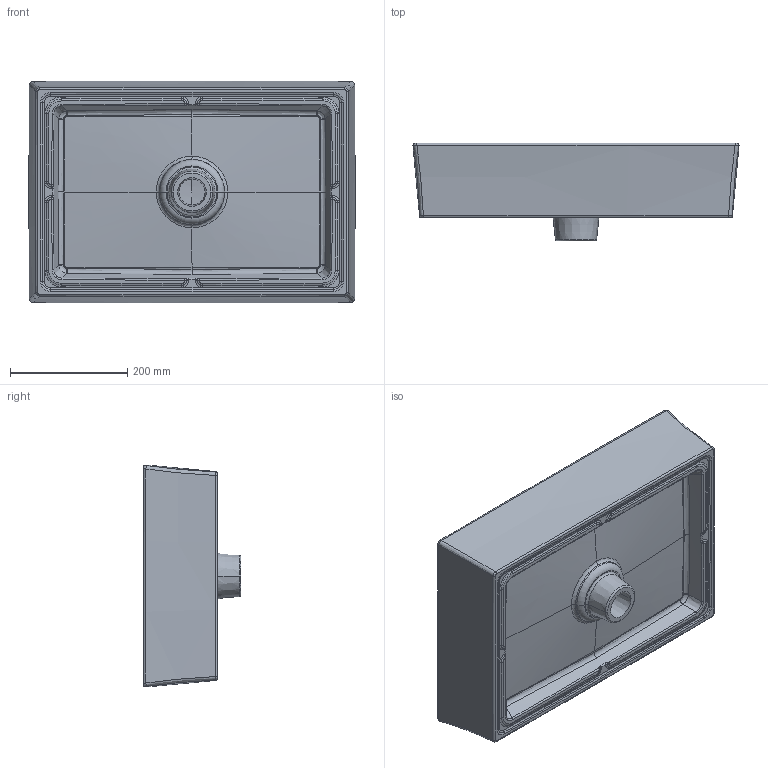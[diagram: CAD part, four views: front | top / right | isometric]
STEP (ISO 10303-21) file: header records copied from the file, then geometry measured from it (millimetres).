
FILE_DESCRIPTION(/* description */ (''),/* implementation_level */ '2;1');
FILE_NAME(/* name */ '1172 AS dikdortgen lavabo.stp',/* time_stamp */ '2014-01-23T10:06:36+02:00',/* author */ (''),/* organization */ (''),/* preprocessor_version */ 'ST-DEVELOPER v15',/* originating_system */ 'SIEMENS PLM Software NX 8.5',/* authorisation */ '');
FILE_SCHEMA (('AP203_CONFIGURATION_CONTROLLED_3D_DESIGN_OF_MECHANICAL_PARTS_AND_ASSEMBLIES_MIM_LF { 1 0 10303 403 2 1 2}'));
Length unit declared in the file: millimetre
Products named in the file (1): Cosk15504831ud0w
Bounding box: 557.28 x 166.74 x 379.46 mm (x, y, z)
Volume: 5754180.8 mm3; surface area: 1158904.9 mm2
Topology: 2 solids, 3 shells, 355 faces, 870 edges, 520 vertices
Faces by surface type: bspline 188, torus 90, cone 30, plane 19, revolution 16, cylinder 8, sphere 4
Entity records: 22685 total; most frequent: CARTESIAN_POINT 15602, ORIENTED_EDGE 1732, DIRECTION 1124, EDGE_CURVE 866, AXIS2_PLACEMENT_3D 527, VERTEX_POINT 520, B_SPLINE_CURVE_WITH_KNOTS 409, CIRCLE 375
